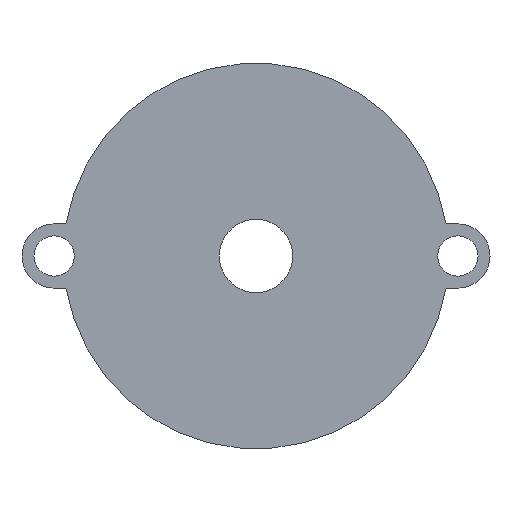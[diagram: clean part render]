
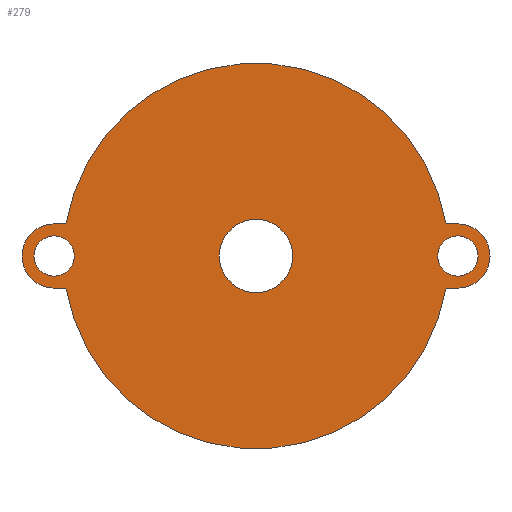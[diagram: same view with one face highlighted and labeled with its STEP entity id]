
A CAD part, front view. The second image highlights one B-rep face of the part: STEP entity #279.
In plain terms, the highlighted planar face has unit normal (0, -1, 0).
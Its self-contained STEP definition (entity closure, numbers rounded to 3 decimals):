
#18=FACE_BOUND('',#67,.T.);
#19=FACE_BOUND('',#68,.T.);
#20=FACE_BOUND('',#69,.T.);
#26=PLANE('',#333);
#48=FACE_OUTER_BOUND('',#66,.T.);
#66=EDGE_LOOP('',(#252,#253,#254,#255,#256,#257,#258,#259));
#67=EDGE_LOOP('',(#260));
#68=EDGE_LOOP('',(#261));
#69=EDGE_LOOP('',(#262));
#78=LINE('',#459,#99);
#82=LINE('',#471,#103);
#86=LINE('',#483,#107);
#90=LINE('',#493,#111);
#99=VECTOR('',#378,10.);
#103=VECTOR('',#390,10.);
#107=VECTOR('',#402,10.);
#111=VECTOR('',#414,10.);
#114=CIRCLE('',#307,1.1);
#117=CIRCLE('',#312,1.1);
#118=CIRCLE('',#314,2.);
#121=CIRCLE('',#318,1.75);
#123=CIRCLE('',#322,10.5);
#125=CIRCLE('',#326,1.75);
#127=CIRCLE('',#330,10.5);
#130=VERTEX_POINT('',#427);
#133=VERTEX_POINT('',#437);
#134=VERTEX_POINT('',#441);
#138=VERTEX_POINT('',#450);
#139=VERTEX_POINT('',#452);
#141=VERTEX_POINT('',#458);
#143=VERTEX_POINT('',#464);
#145=VERTEX_POINT('',#470);
#147=VERTEX_POINT('',#476);
#149=VERTEX_POINT('',#482);
#151=VERTEX_POINT('',#488);
#156=EDGE_CURVE('',#130,#130,#114,.T.);
#161=EDGE_CURVE('',#133,#133,#117,.T.);
#162=EDGE_CURVE('',#134,#134,#118,.T.);
#167=EDGE_CURVE('',#139,#138,#121,.T.);
#170=EDGE_CURVE('',#141,#139,#78,.T.);
#173=EDGE_CURVE('',#143,#141,#123,.T.);
#176=EDGE_CURVE('',#145,#143,#82,.T.);
#179=EDGE_CURVE('',#147,#145,#125,.T.);
#182=EDGE_CURVE('',#149,#147,#86,.T.);
#185=EDGE_CURVE('',#151,#149,#127,.T.);
#188=EDGE_CURVE('',#138,#151,#90,.T.);
#252=ORIENTED_EDGE('',*,*,#188,.T.);
#253=ORIENTED_EDGE('',*,*,#185,.T.);
#254=ORIENTED_EDGE('',*,*,#182,.T.);
#255=ORIENTED_EDGE('',*,*,#179,.T.);
#256=ORIENTED_EDGE('',*,*,#176,.T.);
#257=ORIENTED_EDGE('',*,*,#173,.T.);
#258=ORIENTED_EDGE('',*,*,#170,.T.);
#259=ORIENTED_EDGE('',*,*,#167,.T.);
#260=ORIENTED_EDGE('',*,*,#156,.T.);
#261=ORIENTED_EDGE('',*,*,#161,.T.);
#262=ORIENTED_EDGE('',*,*,#162,.T.);
#279=ADVANCED_FACE('',(#48,#18,#19,#20),#26,.F.);
#307=AXIS2_PLACEMENT_3D('',#429,#346,#347);
#312=AXIS2_PLACEMENT_3D('',#439,#358,#359);
#314=AXIS2_PLACEMENT_3D('',#442,#362,#363);
#318=AXIS2_PLACEMENT_3D('',#453,#372,#373);
#322=AXIS2_PLACEMENT_3D('',#465,#384,#385);
#326=AXIS2_PLACEMENT_3D('',#477,#396,#397);
#330=AXIS2_PLACEMENT_3D('',#489,#408,#409);
#333=AXIS2_PLACEMENT_3D('',#495,#417,#418);
#346=DIRECTION('center_axis',(0.,1.,0.));
#347=DIRECTION('ref_axis',(-1.,0.,0.));
#358=DIRECTION('center_axis',(0.,1.,0.));
#359=DIRECTION('ref_axis',(-1.,0.,0.));
#362=DIRECTION('center_axis',(0.,1.,0.));
#363=DIRECTION('ref_axis',(1.,0.,0.));
#372=DIRECTION('center_axis',(0.,-1.,0.));
#373=DIRECTION('ref_axis',(0.,0.,-1.));
#378=DIRECTION('',(-1.,0.,0.));
#384=DIRECTION('center_axis',(0.,-1.,0.));
#385=DIRECTION('ref_axis',(-1.,0.,0.));
#390=DIRECTION('',(-1.,0.,0.));
#396=DIRECTION('center_axis',(0.,-1.,0.));
#397=DIRECTION('ref_axis',(0.,0.,1.));
#402=DIRECTION('',(1.,0.,0.));
#408=DIRECTION('center_axis',(0.,-1.,0.));
#409=DIRECTION('ref_axis',(-1.,0.,0.));
#414=DIRECTION('',(1.,0.,0.));
#417=DIRECTION('center_axis',(0.,1.,0.));
#418=DIRECTION('ref_axis',(0.,0.,1.));
#427=CARTESIAN_POINT('',(12.1,-1.5,0.));
#429=CARTESIAN_POINT('Origin',(11.,-1.5,0.));
#437=CARTESIAN_POINT('',(-9.9,-1.5,0.));
#439=CARTESIAN_POINT('Origin',(-11.,-1.5,0.));
#441=CARTESIAN_POINT('',(-2.,-1.5,0.));
#442=CARTESIAN_POINT('Origin',(0.,-1.5,0.));
#450=CARTESIAN_POINT('',(-11.,-1.5,-1.75));
#452=CARTESIAN_POINT('',(-11.,-1.5,1.75));
#453=CARTESIAN_POINT('Origin',(-11.,-1.5,0.));
#458=CARTESIAN_POINT('',(-10.353,-1.5,1.75));
#459=CARTESIAN_POINT('',(-11.,-1.5,1.75));
#464=CARTESIAN_POINT('',(10.353,-1.5,1.75));
#465=CARTESIAN_POINT('Origin',(0.,-1.5,0.));
#470=CARTESIAN_POINT('',(11.,-1.5,1.75));
#471=CARTESIAN_POINT('',(-11.,-1.5,1.75));
#476=CARTESIAN_POINT('',(11.,-1.5,-1.75));
#477=CARTESIAN_POINT('Origin',(11.,-1.5,0.));
#482=CARTESIAN_POINT('',(10.353,-1.5,-1.75));
#483=CARTESIAN_POINT('',(11.,-1.5,-1.75));
#488=CARTESIAN_POINT('',(-10.353,-1.5,-1.75));
#489=CARTESIAN_POINT('Origin',(0.,-1.5,0.));
#493=CARTESIAN_POINT('',(11.,-1.5,-1.75));
#495=CARTESIAN_POINT('Origin',(0.,-1.5,0.));
